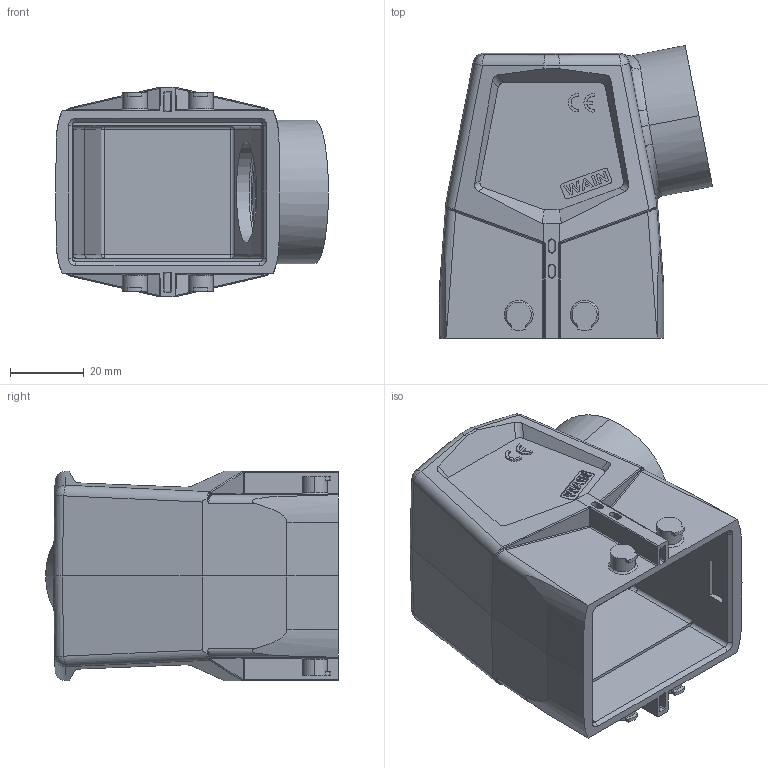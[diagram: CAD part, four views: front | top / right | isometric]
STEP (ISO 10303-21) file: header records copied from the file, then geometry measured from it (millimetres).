
FILE_DESCRIPTION((''),'2;1');
FILE_NAME('HM6B_P-SEH-4B-M32','2022-12-01T',('lj.zou'),(''),'PRO/ENGINEER BY PARAMETRIC TECHNOLOGY CORPORATION, 2012480','PRO/ENGINEER BY PARAMETRIC TECHNOLOGY CORPORATION, 2012480','');
FILE_SCHEMA(('CONFIG_CONTROL_DESIGN'));
Length unit declared in the file: millimetre
Products named in the file (1): HM6B_P-SEH-4B-M32
Bounding box: 74.22 x 79.64 x 57 mm (x, y, z)
Volume: 68798 mm3; surface area: 37882.9 mm2
Topology: 1 solids, 1 shells, 430 faces, 1096 edges, 695 vertices
Faces by surface type: plane 223, cylinder 129, bspline 49, cone 17, sphere 12
Entity records: 20711 total; most frequent: CARTESIAN_POINT 7463, ORIENTED_EDGE 2192, DIRECTION 1815, PRESENTATION_STYLE_ASSIGNMENT 1097, STYLED_ITEM 1097, CURVE_STYLE 1096, EDGE_CURVE 1096, VECTOR 697
